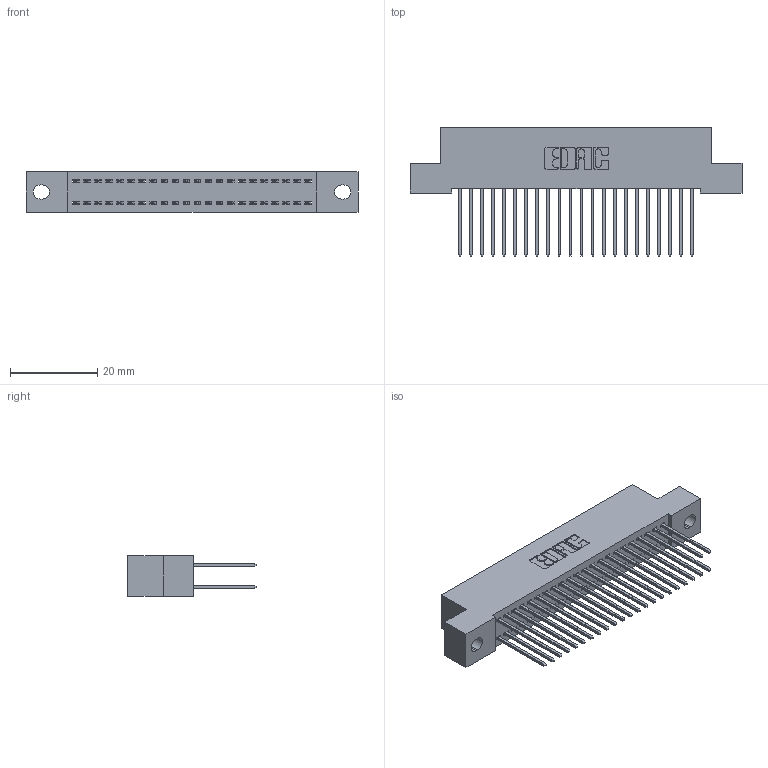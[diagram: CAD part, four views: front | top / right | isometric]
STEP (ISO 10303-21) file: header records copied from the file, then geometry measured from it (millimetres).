
FILE_DESCRIPTION (( 'STEP AP203' ), '1' );
FILE_NAME ('342-044-540-202.STEP', '2019-10-02T19:11:17', ( '' ), ( '' ), 'SwSTEP 2.0', 'SolidWorks 2016', '' );
FILE_SCHEMA (( 'CONFIG_CONTROL_DESIGN' ));
Length unit declared in the file: inch
Products named in the file (3): 345-292-001_345-293-140; 342-044-540-202; 342 Part_.128 Slot
Assembly tree (45 placements, depth 2):
  342-044-540-202
    342 Part_.128 Slot
    345-292-001_345-293-140  x44
Bounding box: 76.2 x 29.47 x 9.4 mm (x, y, z)
Volume: 6866.6 mm3; surface area: 11185.2 mm2
Topology: 45 solids, 45 shells, 2402 faces, 7131 edges, 4694 vertices
Faces by surface type: plane 1654, cylinder 748
Entity records: 16761 total; most frequent: CARTESIAN_POINT 2802, ORIENTED_EDGE 2738, DIRECTION 2429, EDGE_CURVE 1369, LINE 1241, VECTOR 1241, VERTEX_POINT 910, AXIS2_PLACEMENT_3D 594
